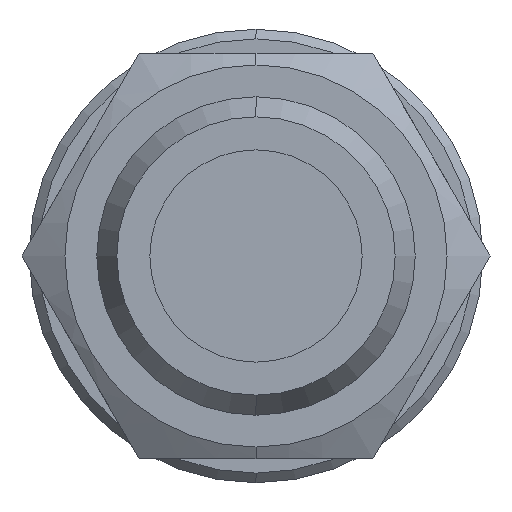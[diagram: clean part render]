
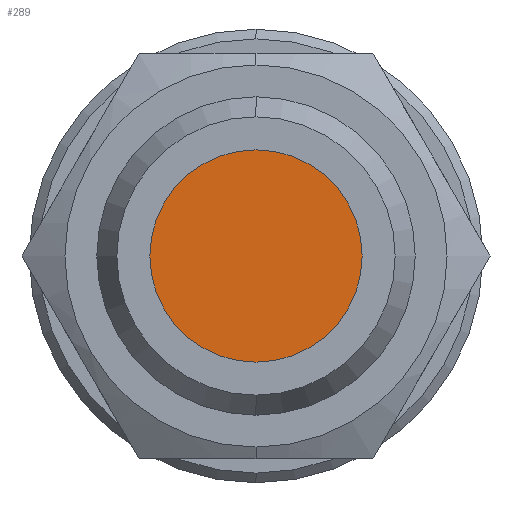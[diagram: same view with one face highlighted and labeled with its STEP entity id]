
A CAD part, front view. The second image highlights one B-rep face of the part: STEP entity #289.
In plain terms, the highlighted planar face has unit normal (0, -1, 0).
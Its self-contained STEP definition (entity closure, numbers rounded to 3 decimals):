
#140 = ORIENTED_EDGE ( 'NONE', *, *, #2279, .F. ) ;
#186 = ORIENTED_EDGE ( 'NONE', *, *, #2270, .F. ) ;
#208 = EDGE_LOOP ( 'NONE', ( #186, #140 ) ) ;
#289 = ADVANCED_FACE ( 'NONE', ( #2154 ), #1642, .F. ) ;
#677 = CARTESIAN_POINT ( 'NONE',  ( 0., -14.5, -5.5 ) ) ;
#699 = CARTESIAN_POINT ( 'NONE',  ( 0., -14.5, 5.5 ) ) ;
#936 = CIRCLE ( 'NONE', #948, 5.5 ) ;
#948 = AXIS2_PLACEMENT_3D ( 'NONE', #1205, #1206, #1207 ) ;
#961 = CIRCLE ( 'NONE', #2297, 5.5 ) ;
#1205 = CARTESIAN_POINT ( 'NONE',  ( 0., -14.5, 0. ) ) ;
#1206 = DIRECTION ( 'NONE',  ( 0., 1., 0. ) ) ;
#1207 = DIRECTION ( 'NONE',  ( 0., 0., 1. ) ) ;
#1230 = CARTESIAN_POINT ( 'NONE',  ( 0., -14.5, 0. ) ) ;
#1231 = DIRECTION ( 'NONE',  ( 0., 1., 0. ) ) ;
#1232 = DIRECTION ( 'NONE',  ( 0., 0., 1. ) ) ;
#1630 = DIRECTION ( 'NONE',  ( 0., 0., 1. ) ) ;
#1632 = CARTESIAN_POINT ( 'NONE',  ( 0., -14.5, 0. ) ) ;
#1642 = PLANE ( 'NONE',  #2055 ) ;
#1648 = DIRECTION ( 'NONE',  ( 0., 1., 0. ) ) ;
#1706 = VERTEX_POINT ( 'NONE', #677 ) ;
#1756 = VERTEX_POINT ( 'NONE', #699 ) ;
#2055 = AXIS2_PLACEMENT_3D ( 'NONE', #1632, #1648, #1630 ) ;
#2154 = FACE_OUTER_BOUND ( 'NONE', #208, .T. ) ;
#2270 = EDGE_CURVE ( 'NONE', #1706, #1756, #936, .T. ) ;
#2279 = EDGE_CURVE ( 'NONE', #1756, #1706, #961, .T. ) ;
#2297 = AXIS2_PLACEMENT_3D ( 'NONE', #1230, #1231, #1232 ) ;
